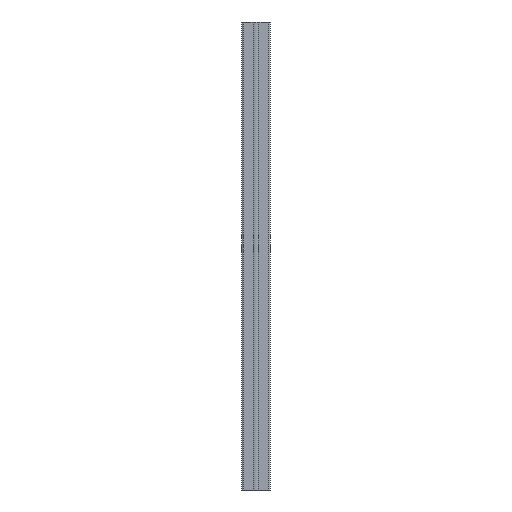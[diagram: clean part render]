
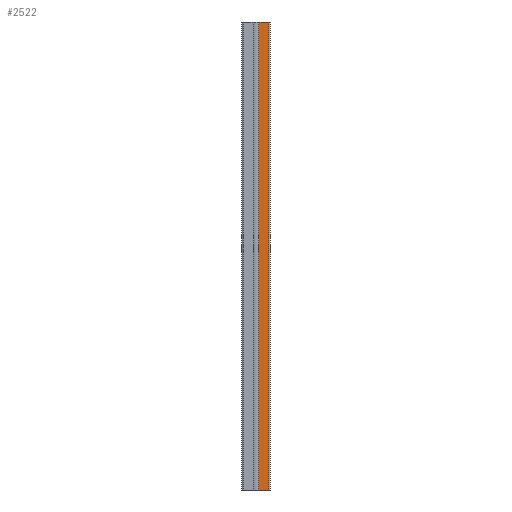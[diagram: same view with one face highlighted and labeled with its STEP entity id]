
A CAD part, front view. The second image highlights one B-rep face of the part: STEP entity #2522.
In plain terms, the highlighted planar face has unit normal (0, -1, 0).
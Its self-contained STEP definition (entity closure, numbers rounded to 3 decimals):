
#429 = VECTOR ( 'NONE', #3501, 1000. ) ;
#520 = EDGE_CURVE ( 'NONE', #1730, #2690, #2814, .T. ) ;
#542 = EDGE_LOOP ( 'NONE', ( #703, #4019, #2185, #3366 ) ) ;
#544 = DIRECTION ( 'NONE',  ( 0., 0., -1. ) ) ;
#552 = DIRECTION ( 'NONE',  ( 0., 1., 0. ) ) ;
#626 = CARTESIAN_POINT ( 'NONE',  ( 37.695, 21.411, 1000. ) ) ;
#703 = ORIENTED_EDGE ( 'NONE', *, *, #2659, .T. ) ;
#712 = CARTESIAN_POINT ( 'NONE',  ( 58.595, 21.411, 0. ) ) ;
#737 = CARTESIAN_POINT ( 'NONE',  ( 58.595, 21.411, 0. ) ) ;
#835 = EDGE_CURVE ( 'NONE', #4534, #1772, #4093, .T. ) ;
#1118 = LINE ( 'NONE', #737, #1746 ) ;
#1305 = CARTESIAN_POINT ( 'NONE',  ( 58.595, 21.411, 1000. ) ) ;
#1347 = CARTESIAN_POINT ( 'NONE',  ( 58.595, 21.411, 1000. ) ) ;
#1372 = AXIS2_PLACEMENT_3D ( 'NONE', #1305, #552, #3686 ) ;
#1424 = CARTESIAN_POINT ( 'NONE',  ( 58.595, 21.411, 1000. ) ) ;
#1441 = DIRECTION ( 'NONE',  ( 1., 0., 0. ) ) ;
#1730 = VERTEX_POINT ( 'NONE', #1424 ) ;
#1746 = VECTOR ( 'NONE', #3010, 1000. ) ;
#1772 = VERTEX_POINT ( 'NONE', #3022 ) ;
#2185 = ORIENTED_EDGE ( 'NONE', *, *, #2664, .F. ) ;
#2485 = PLANE ( 'NONE',  #1372 ) ;
#2522 = ADVANCED_FACE ( 'NONE', ( #4776 ), #2485, .F. ) ;
#2659 = EDGE_CURVE ( 'NONE', #1772, #2690, #1118, .T. ) ;
#2664 = EDGE_CURVE ( 'NONE', #4534, #1730, #4231, .T. ) ;
#2690 = VERTEX_POINT ( 'NONE', #712 ) ;
#2814 = LINE ( 'NONE', #1347, #4137 ) ;
#3010 = DIRECTION ( 'NONE',  ( 1., 0., 0. ) ) ;
#3022 = CARTESIAN_POINT ( 'NONE',  ( 37.695, 21.411, 0. ) ) ;
#3366 = ORIENTED_EDGE ( 'NONE', *, *, #835, .T. ) ;
#3501 = DIRECTION ( 'NONE',  ( 0., 0., -1. ) ) ;
#3686 = DIRECTION ( 'NONE',  ( 1., 0., 0. ) ) ;
#4019 = ORIENTED_EDGE ( 'NONE', *, *, #520, .F. ) ;
#4093 = LINE ( 'NONE', #626, #429 ) ;
#4137 = VECTOR ( 'NONE', #544, 1000. ) ;
#4164 = CARTESIAN_POINT ( 'NONE',  ( 37.695, 21.411, 1000. ) ) ;
#4231 = LINE ( 'NONE', #4253, #4595 ) ;
#4253 = CARTESIAN_POINT ( 'NONE',  ( 58.595, 21.411, 1000. ) ) ;
#4534 = VERTEX_POINT ( 'NONE', #4164 ) ;
#4595 = VECTOR ( 'NONE', #1441, 1000. ) ;
#4776 = FACE_OUTER_BOUND ( 'NONE', #542, .T. ) ;
